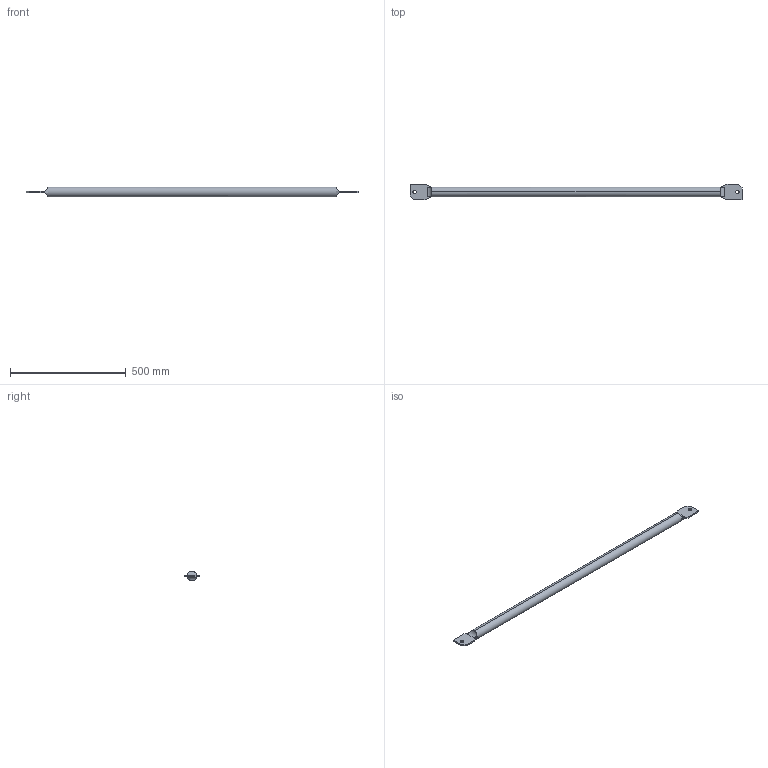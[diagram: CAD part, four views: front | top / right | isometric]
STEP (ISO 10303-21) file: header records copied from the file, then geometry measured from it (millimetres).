
FILE_DESCRIPTION (( 'STEP AP203' ), '1' );
FILE_NAME ('1395 CTS TIE_REV_.step', '2026-01-12T23:56:15', ( '' ), ( '' ), 'SwSTEP 2.0', 'SolidWorks 2025', '' );
FILE_SCHEMA (( 'CONFIG_CONTROL_DESIGN' ));
Length unit declared in the file: millimetre
Products named in the file (1): 1395 CTS TIE_REV_
Bounding box: 1435 x 65 x 42 mm (x, y, z)
Volume: 1804432.4 mm3; surface area: 191523.9 mm2
Topology: 1 solids, 1 shells, 30 faces, 76 edges, 48 vertices
Faces by surface type: plane 20, cylinder 10
Entity records: 1285 total; most frequent: CARTESIAN_POINT 483, ORIENTED_EDGE 152, DIRECTION 142, EDGE_CURVE 76, VECTOR 56, LINE 56, VERTEX_POINT 48, AXIS2_PLACEMENT_3D 43
